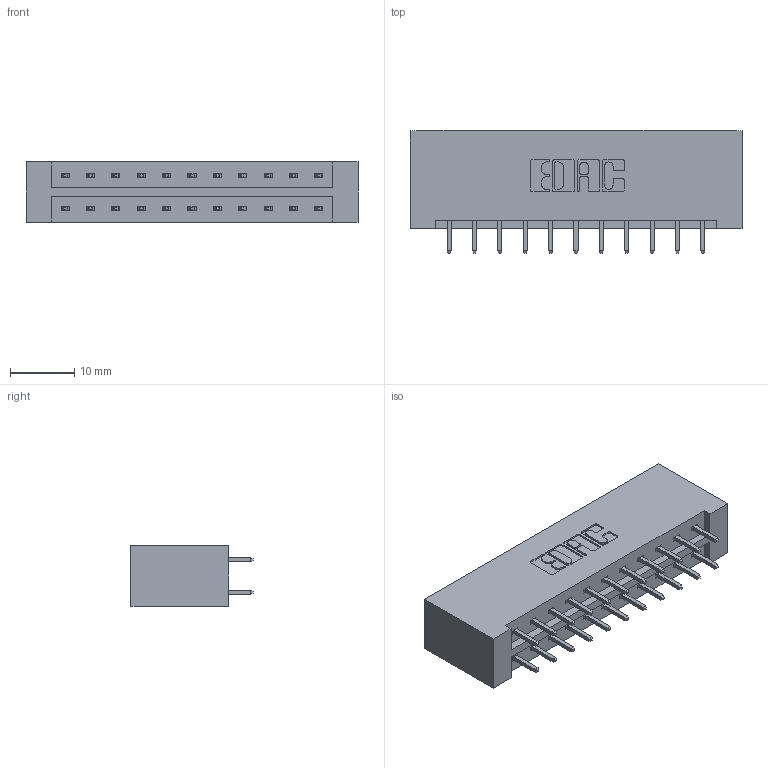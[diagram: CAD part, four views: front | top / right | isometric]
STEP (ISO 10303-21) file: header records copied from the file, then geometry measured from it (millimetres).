
FILE_DESCRIPTION (( 'STEP AP203' ), '1' );
FILE_NAME ('333-022-521-201.STEP', '2018-08-02T01:43:04', ( '' ), ( '' ), 'SwSTEP 2.0', 'SolidWorks 2016', '' );
FILE_SCHEMA (( 'CONFIG_CONTROL_DESIGN' ));
Length unit declared in the file: inch
Products named in the file (3): 333 Part_Lugless; 345-292-001_345-293-121; 333-022-521-201
Assembly tree (23 placements, depth 2):
  333-022-521-201
    333 Part_Lugless
    345-292-001_345-293-121  x22
Bounding box: 51.84 x 19.06 x 9.4 mm (x, y, z)
Volume: 5626.1 mm3; surface area: 6279.4 mm2
Topology: 23 solids, 23 shells, 1250 faces, 3697 edges, 2434 vertices
Faces by surface type: plane 858, cylinder 392
Entity records: 10827 total; most frequent: CARTESIAN_POINT 1830, ORIENTED_EDGE 1766, DIRECTION 1611, EDGE_CURVE 883, VECTOR 763, LINE 763, VERTEX_POINT 586, AXIS2_PLACEMENT_3D 424
